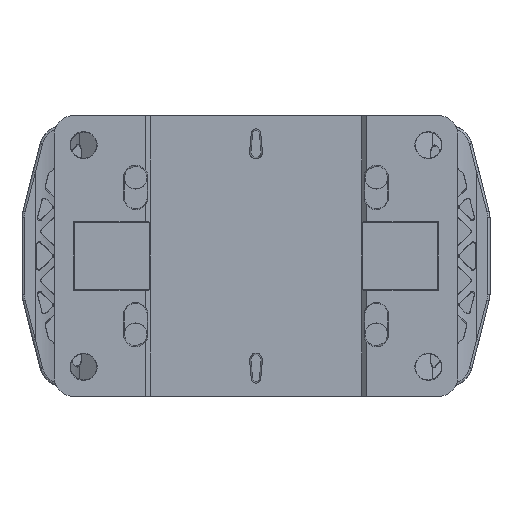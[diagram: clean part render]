
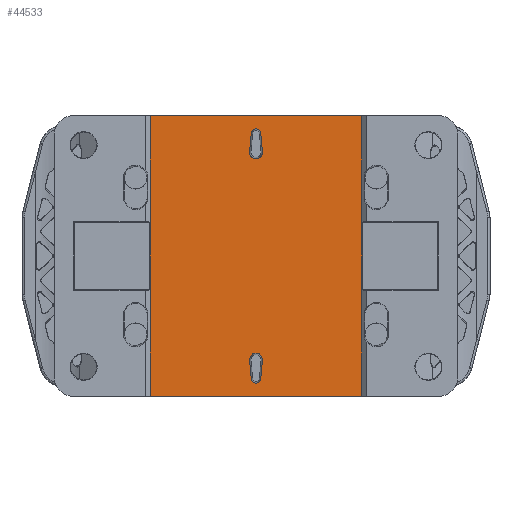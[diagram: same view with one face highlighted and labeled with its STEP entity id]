
A CAD part, front view. The second image highlights one B-rep face of the part: STEP entity #44533.
In plain terms, the highlighted planar face has unit normal (0, -1, 0).
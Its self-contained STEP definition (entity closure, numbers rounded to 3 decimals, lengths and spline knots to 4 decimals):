
#7652=DIRECTION('',(-1.,0.,0.));
#7653=VECTOR('',#7652,1.6929);
#7654=CARTESIAN_POINT('',(-3.6904,0.8724,
1.122));
#7655=LINE('',#7654,#7653);
#7656=DIRECTION('',(1.,0.,0.));
#7657=VECTOR('',#7656,1.6929);
#7658=CARTESIAN_POINT('',(-5.3833,0.8724,
-1.122));
#7659=LINE('',#7658,#7657);
#7660=DIRECTION('',(-0.087,0.,0.996));
#7661=VECTOR('',#7660,0.1491);
#7662=CARTESIAN_POINT('',(-4.5751,0.8724,
-0.981));
#7663=LINE('',#7662,#7661);
#7664=CARTESIAN_POINT('',(-4.5369,0.8724,
-0.9777));
#7665=DIRECTION('',(0.,1.,0.));
#7666=DIRECTION('',(0.996,0.,-0.087));
#7667=AXIS2_PLACEMENT_3D('',#7664,#7665,#7666);
#7669=DIRECTION('',(-0.087,0.,-0.996));
#7670=VECTOR('',#7669,0.1491);
#7671=CARTESIAN_POINT('',(-4.4856,0.8724,
-0.8325));
#7672=LINE('',#7671,#7670);
#7673=CARTESIAN_POINT('',(-4.5369,0.8724,
-0.828));
#7674=DIRECTION('',(0.,1.,0.));
#7675=DIRECTION('',(0.,0.,1.));
#7676=AXIS2_PLACEMENT_3D('',#7673,#7674,#7675);
#7678=CARTESIAN_POINT('',(-4.5369,0.8724,
-0.828));
#7679=DIRECTION('',(0.,1.,0.));
#7680=DIRECTION('',(-0.996,0.,-0.087));
#7681=AXIS2_PLACEMENT_3D('',#7678,#7679,#7680);
#7683=CARTESIAN_POINT('',(-4.4856,0.8724,
0.8323));
#7684=CARTESIAN_POINT('',(-4.4855,0.8724,
0.8306));
#7685=CARTESIAN_POINT('',(-4.4854,0.8724,
0.8272));
#7686=CARTESIAN_POINT('',(-4.4857,0.8724,
0.822));
#7687=CARTESIAN_POINT('',(-4.4866,0.8724,
0.8168));
#7688=CARTESIAN_POINT('',(-4.488,0.8724,
0.8117));
#7689=CARTESIAN_POINT('',(-4.49,0.8724,
0.8067));
#7690=CARTESIAN_POINT('',(-4.4924,0.8724,
0.8019));
#7691=CARTESIAN_POINT('',(-4.4954,0.8724,
0.7974));
#7692=CARTESIAN_POINT('',(-4.4988,0.8724,
0.7933));
#7693=CARTESIAN_POINT('',(-4.5026,0.8724,
0.7895));
#7694=CARTESIAN_POINT('',(-4.5068,0.8724,
0.7862));
#7695=CARTESIAN_POINT('',(-4.5113,0.8724,
0.7833));
#7696=CARTESIAN_POINT('',(-4.5161,0.8724,
0.7809));
#7697=CARTESIAN_POINT('',(-4.521,0.8724,
0.779));
#7698=CARTESIAN_POINT('',(-4.5262,0.8724,
0.7776));
#7699=CARTESIAN_POINT('',(-4.5315,0.8724,
0.7768));
#7700=CARTESIAN_POINT('',(-4.5369,0.8724,
0.7765));
#7701=CARTESIAN_POINT('',(-4.5422,0.8724,
0.7768));
#7702=CARTESIAN_POINT('',(-4.5475,0.8724,
0.7776));
#7703=CARTESIAN_POINT('',(-4.5527,0.8724,
0.779));
#7704=CARTESIAN_POINT('',(-4.5577,0.8724,
0.7809));
#7705=CARTESIAN_POINT('',(-4.5625,0.8724,
0.7833));
#7706=CARTESIAN_POINT('',(-4.567,0.8724,
0.7862));
#7707=CARTESIAN_POINT('',(-4.5711,0.8724,
0.7895));
#7708=CARTESIAN_POINT('',(-4.5749,0.8724,
0.7933));
#7709=CARTESIAN_POINT('',(-4.5783,0.8724,
0.7974));
#7710=CARTESIAN_POINT('',(-4.5813,0.8724,
0.8019));
#7711=CARTESIAN_POINT('',(-4.5838,0.8724,
0.8067));
#7712=CARTESIAN_POINT('',(-4.5857,0.8724,
0.8117));
#7713=CARTESIAN_POINT('',(-4.5871,0.8724,
0.8168));
#7714=CARTESIAN_POINT('',(-4.588,0.8724,
0.822));
#7715=CARTESIAN_POINT('',(-4.5884,0.8724,
0.8272));
#7716=CARTESIAN_POINT('',(-4.5883,0.8724,
0.8306));
#7717=CARTESIAN_POINT('',(-4.5881,0.8724,
0.8323));
#7719=DIRECTION('',(0.087,0.,-0.996));
#7720=VECTOR('',#7719,0.1492);
#7721=CARTESIAN_POINT('',(-4.4986,0.8724,
0.981));
#7722=LINE('',#7721,#7720);
#7723=CARTESIAN_POINT('',(-4.5369,0.8724,
0.9777));
#7724=DIRECTION('',(0.,1.,0.));
#7725=DIRECTION('',(0.,0.,1.));
#7726=AXIS2_PLACEMENT_3D('',#7723,#7724,#7725);
#7728=CARTESIAN_POINT('',(-4.5369,0.8724,
0.9777));
#7729=DIRECTION('',(0.,1.,0.));
#7730=DIRECTION('',(-0.996,0.,0.087));
#7731=AXIS2_PLACEMENT_3D('',#7728,#7729,#7730);
#7733=DIRECTION('',(0.087,0.,0.996));
#7734=VECTOR('',#7733,0.1492);
#7735=CARTESIAN_POINT('',(-4.5881,0.8724,
0.8324));
#7736=LINE('',#7735,#7734);
#7759=DIRECTION('',(0.,0.,1.));
#7760=VECTOR('',#7759,0.8469);
#7761=CARTESIAN_POINT('',(-5.3836,0.8722,
0.2751));
#7762=LINE('',#7761,#7760);
#7909=DIRECTION('',(0.,0.,1.));
#7910=VECTOR('',#7909,0.5502);
#7911=CARTESIAN_POINT('',(-5.3836,0.8722,
-0.2751));
#7912=LINE('',#7911,#7910);
#7953=DIRECTION('',(0.,0.,1.));
#7954=VECTOR('',#7953,0.8469);
#7955=CARTESIAN_POINT('',(-5.3833,0.8724,
-1.122));
#7956=LINE('',#7955,#7954);
#8073=DIRECTION('',(0.,0.,-1.));
#8074=VECTOR('',#8073,0.8469);
#8075=CARTESIAN_POINT('',(-3.6901,0.8722,
-0.2751));
#8076=LINE('',#8075,#8074);
#8161=DIRECTION('',(0.,0.,-1.));
#8162=VECTOR('',#8161,0.5502);
#8163=CARTESIAN_POINT('',(-3.6901,0.8722,
0.2751));
#8164=LINE('',#8163,#8162);
#8212=DIRECTION('',(0.,0.,-1.));
#8213=VECTOR('',#8212,0.8469);
#8214=CARTESIAN_POINT('',(-3.6904,0.8724,
1.122));
#8215=LINE('',#8214,#8213);
#33153=CARTESIAN_POINT('',(-4.5751,0.8724,
-0.981));
#33154=CARTESIAN_POINT('',(-4.5881,0.8724,
-0.8325));
#33155=VERTEX_POINT('',#33153);
#33156=VERTEX_POINT('',#33154);
#33157=CARTESIAN_POINT('',(-4.5369,0.8724,
-0.7766));
#33158=CARTESIAN_POINT('',(-4.4856,0.8724,
-0.8325));
#33159=VERTEX_POINT('',#33157);
#33160=VERTEX_POINT('',#33158);
#33161=CARTESIAN_POINT('',(-4.4986,0.8724,
-0.981));
#33162=VERTEX_POINT('',#33161);
#33163=CARTESIAN_POINT('',(-5.3836,0.8722,
0.2751));
#33164=CARTESIAN_POINT('',(-5.3833,0.8724,
1.122));
#33165=VERTEX_POINT('',#33163);
#33166=VERTEX_POINT('',#33164);
#33167=CARTESIAN_POINT('',(-5.3836,0.8722,
-0.2751));
#33168=VERTEX_POINT('',#33167);
#33169=CARTESIAN_POINT('',(-5.3833,0.8724,
-1.122));
#33170=VERTEX_POINT('',#33169);
#33171=CARTESIAN_POINT('',(-3.6904,0.8724,
-1.122));
#33172=VERTEX_POINT('',#33171);
#33173=CARTESIAN_POINT('',(-3.6901,0.8722,
-0.2751));
#33174=VERTEX_POINT('',#33173);
#33175=CARTESIAN_POINT('',(-3.6901,0.8722,
0.2751));
#33176=VERTEX_POINT('',#33175);
#33177=CARTESIAN_POINT('',(-3.6904,0.8724,
1.122));
#33178=VERTEX_POINT('',#33177);
#33179=VERTEX_POINT('',#7683);
#33180=VERTEX_POINT('',#7717);
#33181=CARTESIAN_POINT('',(-4.5751,0.8724,
0.981));
#33182=VERTEX_POINT('',#33181);
#33183=CARTESIAN_POINT('',(-4.5369,0.8724,
1.0161));
#33184=VERTEX_POINT('',#33183);
#33185=CARTESIAN_POINT('',(-4.4986,0.8724,
0.981));
#33186=VERTEX_POINT('',#33185);
#44487=CARTESIAN_POINT('',(-5.3833,0.8724,
-1.5354));
#44488=DIRECTION('',(0.,-1.,0.));
#44489=DIRECTION('',(0.,0.,-1.));
#44490=AXIS2_PLACEMENT_3D('',#44487,#44488,#44489);
#44491=PLANE('',#44490);
#44493=ORIENTED_EDGE('',*,*,#44492,.T.);
#44494=ORIENTED_EDGE('',*,*,#44457,.F.);
#44496=ORIENTED_EDGE('',*,*,#44495,.T.);
#44498=ORIENTED_EDGE('',*,*,#44497,.T.);
#44500=ORIENTED_EDGE('',*,*,#44499,.T.);
#44502=ORIENTED_EDGE('',*,*,#44501,.F.);
#44504=ORIENTED_EDGE('',*,*,#44503,.T.);
#44506=ORIENTED_EDGE('',*,*,#44505,.T.);
#44507=EDGE_LOOP('',(#44493,#44494,#44496,#44498,#44500,#44502,#44504,#44506));
#44508=FACE_OUTER_BOUND('',#44507,.F.);
#44510=ORIENTED_EDGE('',*,*,#44509,.F.);
#44512=ORIENTED_EDGE('',*,*,#44511,.F.);
#44514=ORIENTED_EDGE('',*,*,#44513,.F.);
#44516=ORIENTED_EDGE('',*,*,#44515,.F.);
#44518=ORIENTED_EDGE('',*,*,#44517,.F.);
#44519=EDGE_LOOP('',(#44510,#44512,#44514,#44516,#44518));
#44520=FACE_BOUND('',#44519,.F.);
#44522=ORIENTED_EDGE('',*,*,#44521,.F.);
#44524=ORIENTED_EDGE('',*,*,#44523,.F.);
#44526=ORIENTED_EDGE('',*,*,#44525,.F.);
#44528=ORIENTED_EDGE('',*,*,#44527,.F.);
#44530=ORIENTED_EDGE('',*,*,#44529,.F.);
#44531=EDGE_LOOP('',(#44522,#44524,#44526,#44528,#44530));
#44532=FACE_BOUND('',#44531,.F.);
#44533=ADVANCED_FACE('',(#44508,#44520,#44532),#44491,.T.);
#7668=CIRCLE('',#7667,0.0384);
#7677=CIRCLE('',#7676,0.0514);
#7682=CIRCLE('',#7681,0.0514);
#7718=B_SPLINE_CURVE_WITH_KNOTS('',3,(#7683,#7684,#7685,#7686,#7687,#7688,#7689,
#7690,#7691,#7692,#7693,#7694,#7695,#7696,#7697,#7698,#7699,#7700,#7701,#7702,
#7703,#7704,#7705,#7706,#7707,#7708,#7709,#7710,#7711,#7712,#7713,#7714,#7715,
#7716,#7717),.UNSPECIFIED.,.F.,.F.,(4,1,1,1,1,1,1,1,1,1,1,1,1,1,1,1,1,1,1,1,1,1,
1,1,1,1,1,1,1,1,1,1,4),(0.,0.0313,0.0625,0.0938,0.125,0.1563,
0.1875,0.2188,0.25,0.2813,0.3125,0.3438,0.375,0.4063,
0.4375,0.4688,0.5,0.5313,0.5625,0.5938,0.625,0.6563,
0.6875,0.7188,0.75,0.7813,0.8125,0.8438,0.875,0.9063,
0.9375,0.9688,1.),.UNSPECIFIED.);
#7727=CIRCLE('',#7726,0.0384);
#7732=CIRCLE('',#7731,0.0384);
#44457=EDGE_CURVE('',#33178,#33166,#7655,.T.);
#44492=EDGE_CURVE('',#33165,#33166,#7762,.T.);
#44495=EDGE_CURVE('',#33178,#33176,#8215,.T.);
#44497=EDGE_CURVE('',#33176,#33174,#8164,.T.);
#44499=EDGE_CURVE('',#33174,#33172,#8076,.T.);
#44501=EDGE_CURVE('',#33170,#33172,#7659,.T.);
#44503=EDGE_CURVE('',#33170,#33168,#7956,.T.);
#44505=EDGE_CURVE('',#33168,#33165,#7912,.T.);
#44509=EDGE_CURVE('',#33155,#33156,#7663,.T.);
#44511=EDGE_CURVE('',#33162,#33155,#7668,.T.);
#44513=EDGE_CURVE('',#33160,#33162,#7672,.T.);
#44515=EDGE_CURVE('',#33159,#33160,#7677,.T.);
#44517=EDGE_CURVE('',#33156,#33159,#7682,.T.);
#44521=EDGE_CURVE('',#33179,#33180,#7718,.T.);
#44523=EDGE_CURVE('',#33186,#33179,#7722,.T.);
#44525=EDGE_CURVE('',#33184,#33186,#7727,.T.);
#44527=EDGE_CURVE('',#33182,#33184,#7732,.T.);
#44529=EDGE_CURVE('',#33180,#33182,#7736,.T.);
